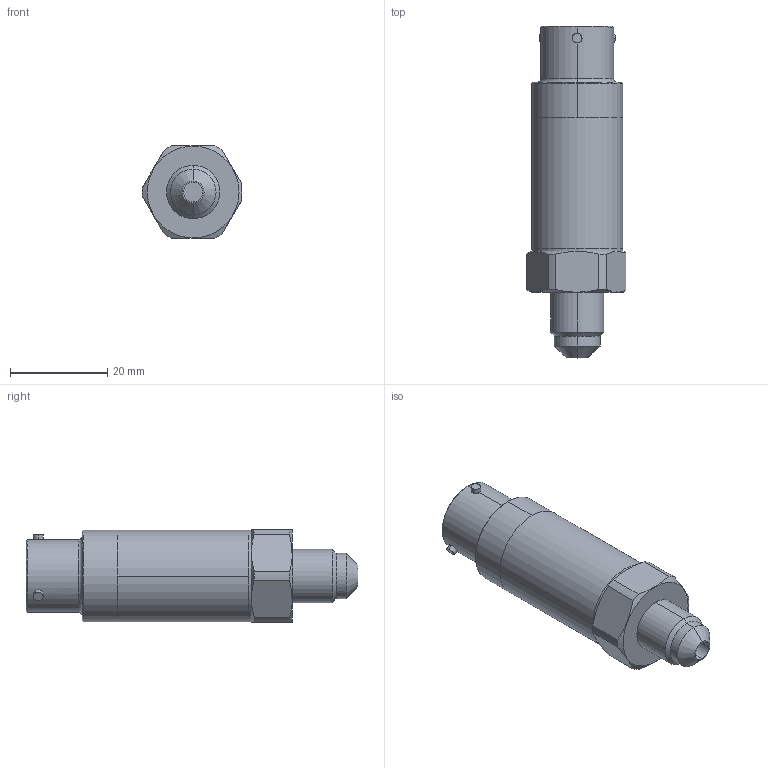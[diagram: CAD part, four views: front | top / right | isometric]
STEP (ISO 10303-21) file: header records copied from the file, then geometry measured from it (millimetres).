
FILE_DESCRIPTION (( 'STEP AP214' ), '1' );
FILE_NAME ('825X.XX.XX.18.02.STEP', '2019-08-09T15:56:22', ( '' ), ( '' ), 'SwSTEP 2.0', 'SolidWorks 2016', '' );
FILE_SCHEMA (( 'AUTOMOTIVE_DESIGN' ));
Length unit declared in the file: millimetre
Products named in the file (4): MIL-C_Af02; C21542_defeatured; 825X.XX.XX.18.02; C23113_18_C23113
Assembly tree (3 placements, depth 2):
  825X.XX.XX.18.02
    C21542_defeatured
    C23113_18_C23113
    MIL-C_Af02
Bounding box: 20.5 x 68.35 x 19 mm (x, y, z)
Volume: 15108.3 mm3; surface area: 6667.7 mm2
Topology: 3 solids, 3 shells, 171 faces, 379 edges, 244 vertices
Faces by surface type: cylinder 89, plane 50, cone 20, torus 6, sphere 6
Entity records: 5959 total; most frequent: CARTESIAN_POINT 1262, DIRECTION 909, ORIENTED_EDGE 734, AXIS2_PLACEMENT_3D 393, EDGE_CURVE 367, VERTEX_POINT 238, CIRCLE 216, EDGE_LOOP 209
